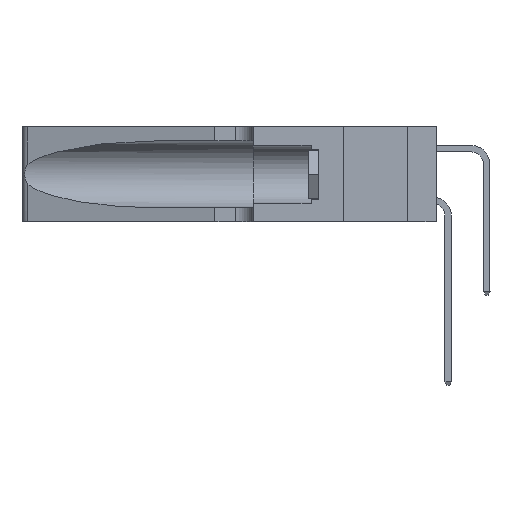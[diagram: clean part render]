
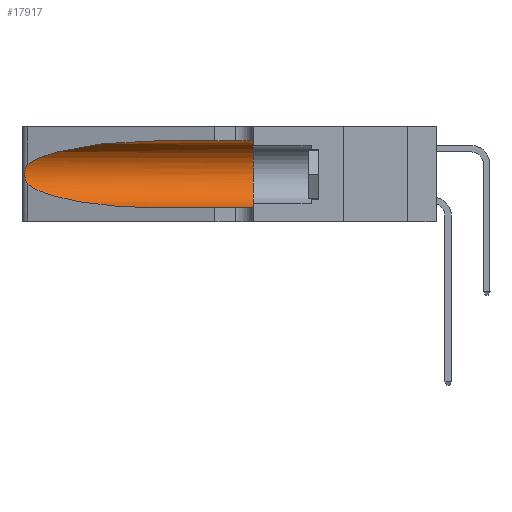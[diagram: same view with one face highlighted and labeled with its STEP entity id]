
A CAD part, left-side view. The second image highlights one B-rep face of the part: STEP entity #17917.
In plain terms, the highlighted cylindrical face has radius 3.308 mm (diameter 6.617 mm), a partial arc.
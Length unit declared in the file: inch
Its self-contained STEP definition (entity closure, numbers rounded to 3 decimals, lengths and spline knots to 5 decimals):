
#578 = CARTESIAN_POINT ( 'NONE',  ( 0.1305, 1.61858, 0.05475 ) ) ;
#1122 = DIRECTION ( 'NONE',  ( 0., 0., -1. ) ) ;
#1994 = CARTESIAN_POINT ( 'NONE',  ( 0.1305, 0.72297, 0.05475 ) ) ;
#3341 = VERTEX_POINT ( 'NONE', #17021 ) ;
#3738 =( BOUNDED_CURVE ( )  B_SPLINE_CURVE ( 3, ( #15178, #23840, #21912, #1994 ),
 .UNSPECIFIED., .F., .T. ) 
 B_SPLINE_CURVE_WITH_KNOTS ( ( 4, 4 ),
 ( 3.44316, 4.71239 ),
 .UNSPECIFIED. ) 
 CURVE ( )  GEOMETRIC_REPRESENTATION_ITEM ( )  RATIONAL_B_SPLINE_CURVE ( ( 1., 0.87, 0.87, 1. ) ) 
 REPRESENTATION_ITEM ( '' )  );
#3849 = CYLINDRICAL_SURFACE ( 'NONE', #11953, 0.13025 ) ;
#4472 = EDGE_CURVE ( 'NONE', #27794, #14426, #8373, .T. ) ;
#5148 = DIRECTION ( 'NONE',  ( 0., -1., 0. ) ) ;
#5492 =( BOUNDED_CURVE ( )  B_SPLINE_CURVE ( 3, ( #8347, #23482, #10288, #28169 ),
 .UNSPECIFIED., .F., .T. ) 
 B_SPLINE_CURVE_WITH_KNOTS ( ( 4, 4 ),
 ( 1.5708, 2.84003 ),
 .UNSPECIFIED. ) 
 CURVE ( )  GEOMETRIC_REPRESENTATION_ITEM ( )  RATIONAL_B_SPLINE_CURVE ( ( 1., 0.87, 0.87, 1. ) ) 
 REPRESENTATION_ITEM ( '' )  );
#5557 = LINE ( 'NONE', #27578, #20356 ) ;
#6434 = CARTESIAN_POINT ( 'NONE',  ( 0.25487, 1.22718, 0.14631 ) ) ;
#6727 = ORIENTED_EDGE ( 'NONE', *, *, #25130, .F. ) ;
#6839 = CARTESIAN_POINT ( 'NONE',  ( 0.26018, 1.23835, 0.19895 ) ) ;
#7153 = AXIS2_PLACEMENT_3D ( 'NONE', #19956, #15824, #26910 ) ;
#7214 = VERTEX_POINT ( 'NONE', #27033 ) ;
#8347 = CARTESIAN_POINT ( 'NONE',  ( 0.1305, 0.72297, 0.31525 ) ) ;
#8373 = CIRCLE ( 'NONE', #7153, 0.13025 ) ;
#8504 = CARTESIAN_POINT ( 'NONE',  ( 0.25487, 1.22718, 0.14631 ) ) ;
#8789 = VECTOR ( 'NONE', #5148, 39.37008 ) ;
#10064 = EDGE_CURVE ( 'NONE', #22600, #7214, #3738, .T. ) ;
#10288 = CARTESIAN_POINT ( 'NONE',  ( 0.2373, 1.15595, 0.28018 ) ) ;
#10412 = ORIENTED_EDGE ( 'NONE', *, *, #24657, .T. ) ;
#10637 = CARTESIAN_POINT ( 'NONE',  ( 0.25856, 1.23593, 0.16098 ) ) ;
#11670 = CARTESIAN_POINT ( 'NONE',  ( 0.25639, 1.23184, 0.21858 ) ) ;
#11700 = EDGE_LOOP ( 'NONE', ( #10412, #26773, #26996, #19635, #11787, #6727 ) ) ;
#11787 = ORIENTED_EDGE ( 'NONE', *, *, #4472, .F. ) ;
#11953 = AXIS2_PLACEMENT_3D ( 'NONE', #16368, #20688, #1122 ) ;
#12776 = CARTESIAN_POINT ( 'NONE',  ( 0.25555, 1.22993, 0.14849 ) ) ;
#14426 = VERTEX_POINT ( 'NONE', #22669 ) ;
#15178 = CARTESIAN_POINT ( 'NONE',  ( 0.25487, 1.22718, 0.14631 ) ) ;
#15218 = EDGE_CURVE ( 'NONE', #7214, #14426, #23282, .T. ) ;
#15662 = CARTESIAN_POINT ( 'NONE',  ( 0.25487, 1.22718, 0.22369 ) ) ;
#15788 = CARTESIAN_POINT ( 'NONE',  ( 0.25487, 1.22718, 0.22369 ) ) ;
#15824 = DIRECTION ( 'NONE',  ( 0., 1., 0. ) ) ;
#16368 = CARTESIAN_POINT ( 'NONE',  ( 0.1305, 1.61858, 0.185 ) ) ;
#17021 = CARTESIAN_POINT ( 'NONE',  ( 0.1305, 0.72297, 0.31525 ) ) ;
#17917 = ADVANCED_FACE ( 'NONE', ( #19337 ), #3849, .F. ) ;
#19312 = EDGE_CURVE ( 'NONE', #24870, #22600, #23710, .T. ) ;
#19337 = FACE_OUTER_BOUND ( 'NONE', #11700, .T. ) ;
#19563 = CARTESIAN_POINT ( 'NONE',  ( 0.25789, 1.23486, 0.15765 ) ) ;
#19635 = ORIENTED_EDGE ( 'NONE', *, *, #15218, .T. ) ;
#19956 = CARTESIAN_POINT ( 'NONE',  ( 0.1305, 0.35, 0.185 ) ) ;
#20356 = VECTOR ( 'NONE', #27775, 39.37008 ) ;
#20688 = DIRECTION ( 'NONE',  ( 0., -1., 0. ) ) ;
#21154 = CARTESIAN_POINT ( 'NONE',  ( 0.25787, 1.23484, 0.2124 ) ) ;
#21518 = CARTESIAN_POINT ( 'NONE',  ( 0.25639, 1.23186, 0.15144 ) ) ;
#21912 = CARTESIAN_POINT ( 'NONE',  ( 0.18966, 0.96281, 0.05475 ) ) ;
#22600 = VERTEX_POINT ( 'NONE', #6434 ) ;
#22669 = CARTESIAN_POINT ( 'NONE',  ( 0.1305, 0.35, 0.05475 ) ) ;
#23282 = LINE ( 'NONE', #578, #8789 ) ;
#23482 = CARTESIAN_POINT ( 'NONE',  ( 0.18966, 0.96281, 0.31525 ) ) ;
#23710 = B_SPLINE_CURVE_WITH_KNOTS ( 'NONE', 3,
 ( #15788, #26678, #11670, #21154, #26135, #6839, #27646, #28056, #25942, #10637, #19563, #21518, #12776, #8504 ),
 .UNSPECIFIED., .F., .F.,
 ( 4, 2, 2, 2, 2, 2, 4 ),
 ( 0., 0.00027, 0.00053, 0.00107, 0.0016, 0.00187, 0.00214 ),
 .UNSPECIFIED. ) ;
#23840 = CARTESIAN_POINT ( 'NONE',  ( 0.2373, 1.15595, 0.08982 ) ) ;
#24657 = EDGE_CURVE ( 'NONE', #3341, #24870, #5492, .T. ) ;
#24870 = VERTEX_POINT ( 'NONE', #15662 ) ;
#25130 = EDGE_CURVE ( 'NONE', #3341, #27794, #5557, .T. ) ;
#25942 = CARTESIAN_POINT ( 'NONE',  ( 0.26017, 1.23833, 0.17102 ) ) ;
#26135 = CARTESIAN_POINT ( 'NONE',  ( 0.25854, 1.2359, 0.20912 ) ) ;
#26678 = CARTESIAN_POINT ( 'NONE',  ( 0.25555, 1.22994, 0.2215 ) ) ;
#26773 = ORIENTED_EDGE ( 'NONE', *, *, #19312, .T. ) ;
#26910 = DIRECTION ( 'NONE',  ( 0., 0., 1. ) ) ;
#26996 = ORIENTED_EDGE ( 'NONE', *, *, #10064, .T. ) ;
#27033 = CARTESIAN_POINT ( 'NONE',  ( 0.1305, 0.72297, 0.05475 ) ) ;
#27578 = CARTESIAN_POINT ( 'NONE',  ( 0.1305, 1.61858, 0.31525 ) ) ;
#27646 = CARTESIAN_POINT ( 'NONE',  ( 0.26075, 1.23896, 0.19203 ) ) ;
#27775 = DIRECTION ( 'NONE',  ( 0., -1., 0. ) ) ;
#27794 = VERTEX_POINT ( 'NONE', #27951 ) ;
#27951 = CARTESIAN_POINT ( 'NONE',  ( 0.1305, 0.35, 0.31525 ) ) ;
#28056 = CARTESIAN_POINT ( 'NONE',  ( 0.26075, 1.23896, 0.178 ) ) ;
#28169 = CARTESIAN_POINT ( 'NONE',  ( 0.25487, 1.22718, 0.22369 ) ) ;
